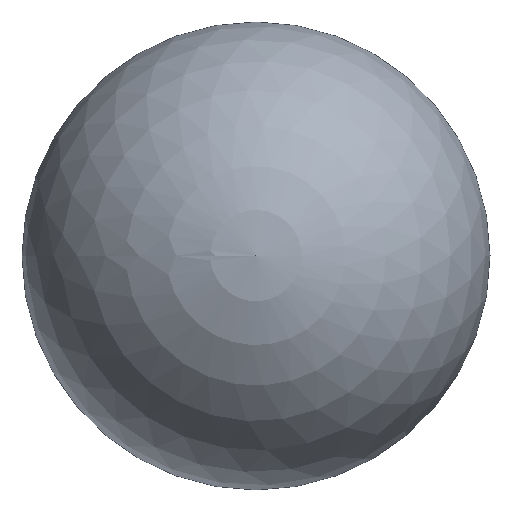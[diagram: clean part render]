
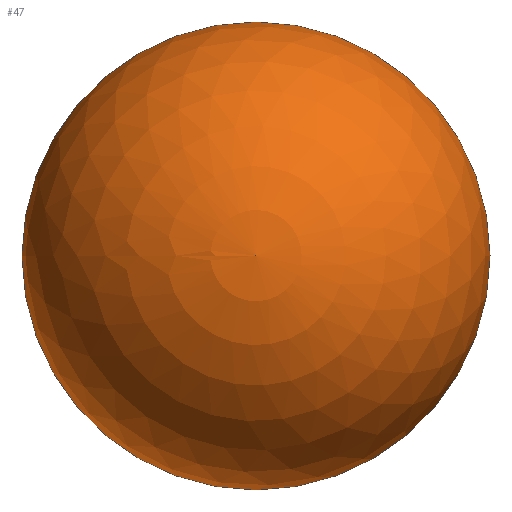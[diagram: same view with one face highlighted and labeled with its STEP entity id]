
A CAD part, top view. The second image highlights one B-rep face of the part: STEP entity #47.
In plain terms, the highlighted spherical face has radius 19 mm.
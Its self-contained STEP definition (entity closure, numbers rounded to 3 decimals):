
#18=FACE_OUTER_BOUND('',#21,.T.);
#21=EDGE_LOOP('',(#39,#40,#41));
#26=CIRCLE('',#67,19.);
#27=CIRCLE('',#68,19.);
#30=VERTEX_POINT('',#93);
#31=VERTEX_POINT('',#95);
#34=EDGE_CURVE('',#30,#30,#26,.T.);
#35=EDGE_CURVE('',#31,#30,#27,.T.);
#39=ORIENTED_EDGE('',*,*,#34,.F.);
#40=ORIENTED_EDGE('',*,*,#35,.F.);
#41=ORIENTED_EDGE('',*,*,#35,.T.);
#45=SPHERICAL_SURFACE('',#66,19.);
#47=ADVANCED_FACE('',(#18),#45,.T.);
#66=AXIS2_PLACEMENT_3D('',#92,#78,#79);
#67=AXIS2_PLACEMENT_3D('',#94,#80,#81);
#68=AXIS2_PLACEMENT_3D('',#96,#82,#83);
#78=DIRECTION('center_axis',(0.,0.,1.));
#79=DIRECTION('ref_axis',(1.,0.,0.));
#80=DIRECTION('center_axis',(0.,0.,-1.));
#81=DIRECTION('ref_axis',(1.,0.,0.));
#82=DIRECTION('center_axis',(0.,-1.,0.));
#83=DIRECTION('ref_axis',(-1.,0.,0.));
#92=CARTESIAN_POINT('Origin',(0.,-7.75,56.5));
#93=CARTESIAN_POINT('',(-19.,-7.75,56.5));
#94=CARTESIAN_POINT('Origin',(0.,-7.75,56.5));
#95=CARTESIAN_POINT('',(0.,-7.75,75.5));
#96=CARTESIAN_POINT('Origin',(0.,-7.75,56.5));
